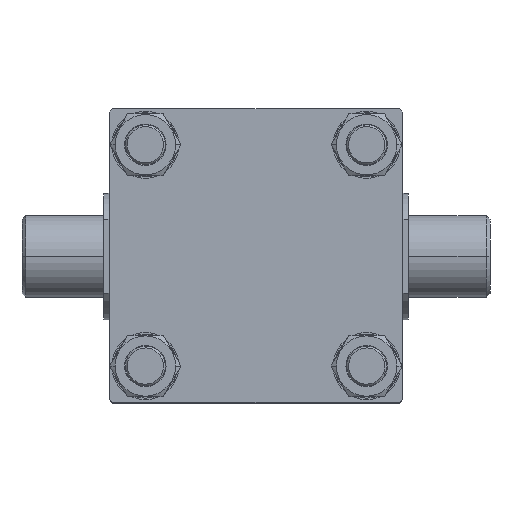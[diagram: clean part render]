
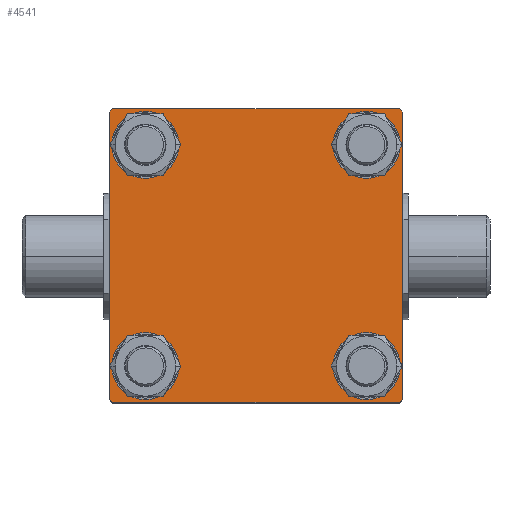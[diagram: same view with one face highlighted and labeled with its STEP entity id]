
A CAD part, top view. The second image highlights one B-rep face of the part: STEP entity #4541.
In plain terms, the highlighted face is planar.
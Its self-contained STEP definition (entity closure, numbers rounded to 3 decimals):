
#161 = CARTESIAN_POINT ( 'NONE',  ( 49.5, -61., 0. ) ) ;
#166 = CARTESIAN_POINT ( 'NONE',  ( 72.5, -61., 0. ) ) ;
#167 = CARTESIAN_POINT ( 'NONE',  ( 72.5, 61., 0. ) ) ;
#174 = CARTESIAN_POINT ( 'NONE',  ( 49.5, 61., 0. ) ) ;
#873 = VERTEX_POINT ( 'NONE', #8185 ) ;
#876 = VERTEX_POINT ( 'NONE', #8166 ) ;
#877 = VERTEX_POINT ( 'NONE', #8183 ) ;
#878 = VERTEX_POINT ( 'NONE', #8156 ) ;
#879 = VERTEX_POINT ( 'NONE', #8148 ) ;
#886 = VERTEX_POINT ( 'NONE', #8193 ) ;
#887 = VERTEX_POINT ( 'NONE', #8180 ) ;
#891 = VERTEX_POINT ( 'NONE', #8124 ) ;
#902 = VERTEX_POINT ( 'NONE', #8177 ) ;
#903 = VERTEX_POINT ( 'NONE', #8186 ) ;
#906 = VERTEX_POINT ( 'NONE', #8141 ) ;
#907 = VERTEX_POINT ( 'NONE', #8150 ) ;
#1063 = ORIENTED_EDGE ( 'NONE', *, *, #7162, .F. ) ;
#1064 = ORIENTED_EDGE ( 'NONE', *, *, #5334, .F. ) ;
#1070 = ORIENTED_EDGE ( 'NONE', *, *, #7161, .F. ) ;
#1916 = CARTESIAN_POINT ( 'NONE',  ( 80., 80., 0. ) ) ;
#1920 = DIRECTION ( 'NONE',  ( 0.707, -0.707, 0. ) ) ;
#2026 = ORIENTED_EDGE ( 'NONE', *, *, #7165, .T. ) ;
#2027 = ORIENTED_EDGE ( 'NONE', *, *, #7149, .F. ) ;
#2028 = ORIENTED_EDGE ( 'NONE', *, *, #6828, .F. ) ;
#2029 = ORIENTED_EDGE ( 'NONE', *, *, #5358, .F. ) ;
#2030 = ORIENTED_EDGE ( 'NONE', *, *, #7164, .F. ) ;
#2034 = ORIENTED_EDGE ( 'NONE', *, *, #7158, .F. ) ;
#2113 = ORIENTED_EDGE ( 'NONE', *, *, #7155, .F. ) ;
#2118 = ORIENTED_EDGE ( 'NONE', *, *, #7163, .F. ) ;
#2130 = ORIENTED_EDGE ( 'NONE', *, *, #4954, .T. ) ;
#2137 = ORIENTED_EDGE ( 'NONE', *, *, #7166, .T. ) ;
#2175 = ORIENTED_EDGE ( 'NONE', *, *, #7167, .T. ) ;
#2176 = ORIENTED_EDGE ( 'NONE', *, *, #7153, .F. ) ;
#2187 = ORIENTED_EDGE ( 'NONE', *, *, #5348, .F. ) ;
#2553 = FACE_BOUND ( 'NONE', #7803, .T. ) ;
#2592 = FACE_BOUND ( 'NONE', #7802, .T. ) ;
#2594 = FACE_OUTER_BOUND ( 'NONE', #7798, .T. ) ;
#2596 = FACE_BOUND ( 'NONE', #7793, .T. ) ;
#2598 = FACE_BOUND ( 'NONE', #7801, .T. ) ;
#2623 = VECTOR ( 'NONE', #3132, 1000. ) ;
#2625 = VECTOR ( 'NONE', #3130, 1000. ) ;
#2630 = LINE ( 'NONE', #3131, #2623 ) ;
#2659 = CIRCLE ( 'NONE', #4817, 11.5 ) ;
#2684 = LINE ( 'NONE', #3129, #2625 ) ;
#2723 = VECTOR ( 'NONE', #3121, 1000. ) ;
#2731 = LINE ( 'NONE', #3120, #2723 ) ;
#3087 = CARTESIAN_POINT ( 'NONE',  ( 81., -81., 0. ) ) ;
#3092 = DIRECTION ( 'NONE',  ( 0., 1., 0. ) ) ;
#3096 = CARTESIAN_POINT ( 'NONE',  ( -81., 81., 0. ) ) ;
#3101 = DIRECTION ( 'NONE',  ( -1., 0., 0. ) ) ;
#3104 = CARTESIAN_POINT ( 'NONE',  ( -81., -81., 0. ) ) ;
#3105 = DIRECTION ( 'NONE',  ( 0., -1., 0. ) ) ;
#3109 = CARTESIAN_POINT ( 'NONE',  ( -81., -81., 0. ) ) ;
#3110 = DIRECTION ( 'NONE',  ( 1., 0., 0. ) ) ;
#3114 = CARTESIAN_POINT ( 'NONE',  ( 61., 61., 0. ) ) ;
#3115 = DIRECTION ( 'NONE',  ( 0., 0., -1. ) ) ;
#3116 = DIRECTION ( 'NONE',  ( -1., 0., 0. ) ) ;
#3117 = CARTESIAN_POINT ( 'NONE',  ( 61., -61., 0. ) ) ;
#3118 = DIRECTION ( 'NONE',  ( 0., 0., -1. ) ) ;
#3119 = DIRECTION ( 'NONE',  ( -1., 0., 0. ) ) ;
#3120 = CARTESIAN_POINT ( 'NONE',  ( 80., -80., 0. ) ) ;
#3121 = DIRECTION ( 'NONE',  ( -0.707, -0.707, 0. ) ) ;
#3122 = CARTESIAN_POINT ( 'NONE',  ( -61., -61., 0. ) ) ;
#3123 = DIRECTION ( 'NONE',  ( 0., 0., -1. ) ) ;
#3124 = DIRECTION ( 'NONE',  ( -1., 0., 0. ) ) ;
#3126 = CARTESIAN_POINT ( 'NONE',  ( -61., 61., 0. ) ) ;
#3127 = DIRECTION ( 'NONE',  ( 0., 0., -1. ) ) ;
#3128 = DIRECTION ( 'NONE',  ( -1., 0., 0. ) ) ;
#3129 = CARTESIAN_POINT ( 'NONE',  ( -80., -80., 0. ) ) ;
#3130 = DIRECTION ( 'NONE',  ( -0.707, 0.707, 0. ) ) ;
#3131 = CARTESIAN_POINT ( 'NONE',  ( -80., 80., 0. ) ) ;
#3132 = DIRECTION ( 'NONE',  ( 0.707, 0.707, 0. ) ) ;
#4541 = ADVANCED_FACE ( 'NONE', ( #2553, #2592, #2596, #2598, #2594 ), #5535, .T. ) ;
#4650 = AXIS2_PLACEMENT_3D ( 'NONE', #3114, #3115, #3116 ) ;
#4700 = AXIS2_PLACEMENT_3D ( 'NONE', #5537, #5533, #5539 ) ;
#4767 = AXIS2_PLACEMENT_3D ( 'NONE', #6686, #6687, #6688 ) ;
#4771 = AXIS2_PLACEMENT_3D ( 'NONE', #6638, #6639, #6640 ) ;
#4777 = AXIS2_PLACEMENT_3D ( 'NONE', #6603, #6604, #6605 ) ;
#4804 = AXIS2_PLACEMENT_3D ( 'NONE', #6737, #6738, #6739 ) ;
#4813 = AXIS2_PLACEMENT_3D ( 'NONE', #3117, #3118, #3119 ) ;
#4815 = AXIS2_PLACEMENT_3D ( 'NONE', #3122, #3123, #3124 ) ;
#4817 = AXIS2_PLACEMENT_3D ( 'NONE', #3126, #3127, #3128 ) ;
#4954 = EDGE_CURVE ( 'NONE', #877, #878, #6242, .T. ) ;
#5334 = EDGE_CURVE ( 'NONE', #8012, #8014, #6134, .T. ) ;
#5348 = EDGE_CURVE ( 'NONE', #7462, #8013, #6110, .T. ) ;
#5358 = EDGE_CURVE ( 'NONE', #907, #906, #6099, .T. ) ;
#5533 = DIRECTION ( 'NONE',  ( 0., 0., -1. ) ) ;
#5535 = PLANE ( 'NONE',  #4700 ) ;
#5537 = CARTESIAN_POINT ( 'NONE',  ( 0., 0., 0. ) ) ;
#5539 = DIRECTION ( 'NONE',  ( -1., 0., 0. ) ) ;
#6071 = CIRCLE ( 'NONE', #4804, 11.5 ) ;
#6099 = CIRCLE ( 'NONE', #4767, 11.5 ) ;
#6110 = CIRCLE ( 'NONE', #4771, 11.5 ) ;
#6134 = CIRCLE ( 'NONE', #4777, 11.5 ) ;
#6237 = VECTOR ( 'NONE', #1920, 1000. ) ;
#6242 = LINE ( 'NONE', #1916, #6237 ) ;
#6603 = CARTESIAN_POINT ( 'NONE',  ( 61., 61., 0. ) ) ;
#6604 = DIRECTION ( 'NONE',  ( 0., 0., -1. ) ) ;
#6605 = DIRECTION ( 'NONE',  ( -1., 0., 0. ) ) ;
#6638 = CARTESIAN_POINT ( 'NONE',  ( 61., -61., 0. ) ) ;
#6639 = DIRECTION ( 'NONE',  ( 0., 0., -1. ) ) ;
#6640 = DIRECTION ( 'NONE',  ( -1., 0., 0. ) ) ;
#6686 = CARTESIAN_POINT ( 'NONE',  ( -61., -61., 0. ) ) ;
#6687 = DIRECTION ( 'NONE',  ( 0., 0., -1. ) ) ;
#6688 = DIRECTION ( 'NONE',  ( -1., 0., 0. ) ) ;
#6737 = CARTESIAN_POINT ( 'NONE',  ( -61., 61., 0. ) ) ;
#6738 = DIRECTION ( 'NONE',  ( 0., 0., -1. ) ) ;
#6739 = DIRECTION ( 'NONE',  ( -1., 0., 0. ) ) ;
#6828 = EDGE_CURVE ( 'NONE', #903, #902, #6071, .T. ) ;
#6945 = CIRCLE ( 'NONE', #4815, 11.5 ) ;
#6946 = CIRCLE ( 'NONE', #4813, 11.5 ) ;
#6948 = CIRCLE ( 'NONE', #4650, 11.5 ) ;
#6951 = VECTOR ( 'NONE', #3110, 1000. ) ;
#6953 = LINE ( 'NONE', #3109, #6951 ) ;
#6956 = VECTOR ( 'NONE', #3105, 1000. ) ;
#6959 = LINE ( 'NONE', #3104, #6956 ) ;
#6960 = VECTOR ( 'NONE', #3101, 1000. ) ;
#6967 = VECTOR ( 'NONE', #3092, 1000. ) ;
#6970 = LINE ( 'NONE', #3096, #6960 ) ;
#6977 = LINE ( 'NONE', #3087, #6967 ) ;
#7149 = EDGE_CURVE ( 'NONE', #887, #878, #6977, .T. ) ;
#7153 = EDGE_CURVE ( 'NONE', #877, #876, #6970, .T. ) ;
#7155 = EDGE_CURVE ( 'NONE', #886, #891, #6959, .T. ) ;
#7158 = EDGE_CURVE ( 'NONE', #873, #879, #6953, .T. ) ;
#7161 = EDGE_CURVE ( 'NONE', #8014, #8012, #6948, .T. ) ;
#7162 = EDGE_CURVE ( 'NONE', #8013, #7462, #6946, .T. ) ;
#7163 = EDGE_CURVE ( 'NONE', #906, #907, #6945, .T. ) ;
#7164 = EDGE_CURVE ( 'NONE', #902, #903, #2659, .T. ) ;
#7165 = EDGE_CURVE ( 'NONE', #887, #879, #2731, .T. ) ;
#7166 = EDGE_CURVE ( 'NONE', #873, #891, #2684, .T. ) ;
#7167 = EDGE_CURVE ( 'NONE', #886, #876, #2630, .T. ) ;
#7462 = VERTEX_POINT ( 'NONE', #166 ) ;
#7793 = EDGE_LOOP ( 'NONE', ( #2118, #2029 ) ) ;
#7798 = EDGE_LOOP ( 'NONE', ( #2027, #2026, #2034, #2137, #2113, #2175, #2176, #2130 ) ) ;
#7801 = EDGE_LOOP ( 'NONE', ( #2030, #2028 ) ) ;
#7802 = EDGE_LOOP ( 'NONE', ( #1063, #2187 ) ) ;
#7803 = EDGE_LOOP ( 'NONE', ( #1070, #1064 ) ) ;
#8012 = VERTEX_POINT ( 'NONE', #167 ) ;
#8013 = VERTEX_POINT ( 'NONE', #161 ) ;
#8014 = VERTEX_POINT ( 'NONE', #174 ) ;
#8124 = CARTESIAN_POINT ( 'NONE',  ( -81., -79., 0. ) ) ;
#8141 = CARTESIAN_POINT ( 'NONE',  ( -72.5, -61., 0. ) ) ;
#8148 = CARTESIAN_POINT ( 'NONE',  ( 79., -81., 0. ) ) ;
#8150 = CARTESIAN_POINT ( 'NONE',  ( -49.5, -61., 0. ) ) ;
#8156 = CARTESIAN_POINT ( 'NONE',  ( 81., 79., 0. ) ) ;
#8166 = CARTESIAN_POINT ( 'NONE',  ( -79., 81., 0. ) ) ;
#8177 = CARTESIAN_POINT ( 'NONE',  ( -72.5, 61., 0. ) ) ;
#8180 = CARTESIAN_POINT ( 'NONE',  ( 81., -79., 0. ) ) ;
#8183 = CARTESIAN_POINT ( 'NONE',  ( 79., 81., 0. ) ) ;
#8185 = CARTESIAN_POINT ( 'NONE',  ( -79., -81., 0. ) ) ;
#8186 = CARTESIAN_POINT ( 'NONE',  ( -49.5, 61., 0. ) ) ;
#8193 = CARTESIAN_POINT ( 'NONE',  ( -81., 79., 0. ) ) ;
